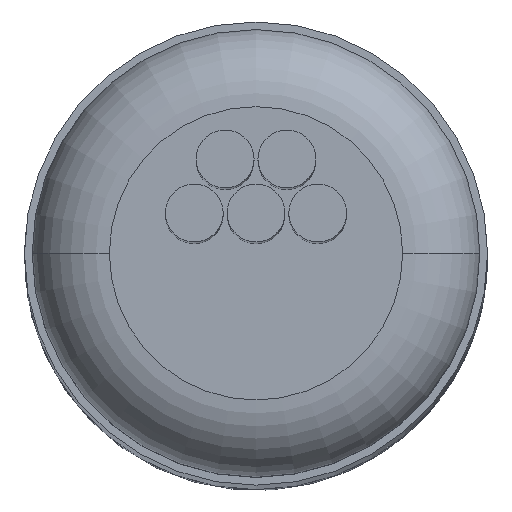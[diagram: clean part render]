
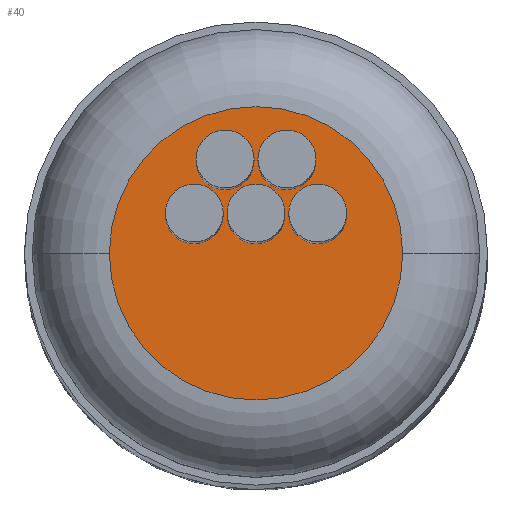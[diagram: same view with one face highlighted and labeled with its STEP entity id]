
A CAD part, top view. The second image highlights one B-rep face of the part: STEP entity #40.
In plain terms, the highlighted planar face has unit normal (0, 0, 1).
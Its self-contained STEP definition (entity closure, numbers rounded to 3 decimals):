
#3 = CIRCLE ( 'NONE', #324, 0.75 ) ;
#8 = EDGE_CURVE ( 'NONE', #492, #404, #549, .T. ) ;
#12 = ORIENTED_EDGE ( 'NONE', *, *, #580, .F. ) ;
#21 = FACE_BOUND ( 'NONE', #120, .T. ) ;
#25 = EDGE_CURVE ( 'NONE', #757, #79, #794, .T. ) ;
#39 = EDGE_CURVE ( 'NONE', #167, #974, #150, .T. ) ;
#40 = ADVANCED_FACE ( 'NONE', ( #842, #640, #749, #697, #21, #898 ), #481, .T. ) ;
#43 = AXIS2_PLACEMENT_3D ( 'NONE', #884, #470, #791 ) ;
#44 = AXIS2_PLACEMENT_3D ( 'NONE', #309, #300, #381 ) ;
#47 = ORIENTED_EDGE ( 'NONE', *, *, #25, .F. ) ;
#63 = CIRCLE ( 'NONE', #44, 0.75 ) ;
#77 = ORIENTED_EDGE ( 'NONE', *, *, #459, .F. ) ;
#79 = VERTEX_POINT ( 'NONE', #726 ) ;
#81 = CARTESIAN_POINT ( 'NONE',  ( 0.843, -20.696, 67.226 ) ) ;
#82 = VERTEX_POINT ( 'NONE', #505 ) ;
#83 = DIRECTION ( 'NONE',  ( 1., 0., 0. ) ) ;
#84 = CARTESIAN_POINT ( 'NONE',  ( -2.357, -20.696, 67.226 ) ) ;
#85 = DIRECTION ( 'NONE',  ( 1., 0., 0. ) ) ;
#120 = EDGE_LOOP ( 'NONE', ( #12, #774 ) ) ;
#123 = CARTESIAN_POINT ( 'NONE',  ( -0.757, -20.696, 67.226 ) ) ;
#142 = DIRECTION ( 'NONE',  ( 1., 0., 0. ) ) ;
#148 = AXIS2_PLACEMENT_3D ( 'NONE', #857, #487, #157 ) ;
#150 = CIRCLE ( 'NONE', #538, 3.8 ) ;
#151 = CARTESIAN_POINT ( 'NONE',  ( -1.457, -19.296, 67.226 ) ) ;
#152 = ORIENTED_EDGE ( 'NONE', *, *, #522, .F. ) ;
#157 = DIRECTION ( 'NONE',  ( 1., 0., 0. ) ) ;
#160 = CARTESIAN_POINT ( 'NONE',  ( -3.107, -20.696, 67.226 ) ) ;
#167 = VERTEX_POINT ( 'NONE', #365 ) ;
#171 = CIRCLE ( 'NONE', #715, 0.75 ) ;
#172 = CARTESIAN_POINT ( 'NONE',  ( -0.657, -20.696, 67.226 ) ) ;
#179 = AXIS2_PLACEMENT_3D ( 'NONE', #319, #923, #479 ) ;
#182 = CIRCLE ( 'NONE', #148, 0.75 ) ;
#210 = CIRCLE ( 'NONE', #43, 0.75 ) ;
#215 = AXIS2_PLACEMENT_3D ( 'NONE', #472, #935, #83 ) ;
#216 = DIRECTION ( 'NONE',  ( 0., 0., 1. ) ) ;
#222 = EDGE_LOOP ( 'NONE', ( #47, #652 ) ) ;
#227 = EDGE_CURVE ( 'NONE', #974, #167, #233, .T. ) ;
#230 = VERTEX_POINT ( 'NONE', #886 ) ;
#233 = CIRCLE ( 'NONE', #360, 3.8 ) ;
#238 = ORIENTED_EDGE ( 'NONE', *, *, #952, .F. ) ;
#245 = DIRECTION ( 'NONE',  ( 0., 0., 1. ) ) ;
#247 = CARTESIAN_POINT ( 'NONE',  ( -1.507, -20.696, 67.226 ) ) ;
#276 = CARTESIAN_POINT ( 'NONE',  ( -3.107, -20.696, 67.226 ) ) ;
#300 = DIRECTION ( 'NONE',  ( 0., 0., 1. ) ) ;
#309 = CARTESIAN_POINT ( 'NONE',  ( -0.707, -19.296, 67.226 ) ) ;
#312 = CIRCLE ( 'NONE', #669, 0.75 ) ;
#319 = CARTESIAN_POINT ( 'NONE',  ( 0.093, -20.696, 67.226 ) ) ;
#322 = DIRECTION ( 'NONE',  ( 1., 0., 0. ) ) ;
#324 = AXIS2_PLACEMENT_3D ( 'NONE', #276, #349, #594 ) ;
#345 = CARTESIAN_POINT ( 'NONE',  ( -1.507, -21.696, 67.226 ) ) ;
#348 = DIRECTION ( 'NONE',  ( 0., 0., 1. ) ) ;
#349 = DIRECTION ( 'NONE',  ( 0., 0., 1. ) ) ;
#360 = AXIS2_PLACEMENT_3D ( 'NONE', #906, #216, #142 ) ;
#365 = CARTESIAN_POINT ( 'NONE',  ( -5.307, -21.696, 67.226 ) ) ;
#381 = DIRECTION ( 'NONE',  ( 1., 0., 0. ) ) ;
#401 = ORIENTED_EDGE ( 'NONE', *, *, #39, .T. ) ;
#404 = VERTEX_POINT ( 'NONE', #123 ) ;
#413 = ORIENTED_EDGE ( 'NONE', *, *, #8, .F. ) ;
#418 = CARTESIAN_POINT ( 'NONE',  ( -2.307, -19.296, 67.226 ) ) ;
#421 = DIRECTION ( 'NONE',  ( 1., 0., 0. ) ) ;
#425 = VERTEX_POINT ( 'NONE', #151 ) ;
#459 = EDGE_CURVE ( 'NONE', #425, #82, #63, .T. ) ;
#470 = DIRECTION ( 'NONE',  ( 0., 0., 1. ) ) ;
#472 = CARTESIAN_POINT ( 'NONE',  ( 0.093, -20.696, 67.226 ) ) ;
#479 = DIRECTION ( 'NONE',  ( 1., 0., 0. ) ) ;
#481 = PLANE ( 'NONE',  #933 ) ;
#484 = AXIS2_PLACEMENT_3D ( 'NONE', #418, #585, #421 ) ;
#487 = DIRECTION ( 'NONE',  ( 0., 0., 1. ) ) ;
#492 = VERTEX_POINT ( 'NONE', #907 ) ;
#499 = DIRECTION ( 'NONE',  ( 1., 0., 0. ) ) ;
#501 = ORIENTED_EDGE ( 'NONE', *, *, #589, .F. ) ;
#505 = CARTESIAN_POINT ( 'NONE',  ( 0.043, -19.296, 67.226 ) ) ;
#511 = CARTESIAN_POINT ( 'NONE',  ( -3.057, -19.296, 67.226 ) ) ;
#522 = EDGE_CURVE ( 'NONE', #404, #492, #182, .T. ) ;
#527 = EDGE_LOOP ( 'NONE', ( #932, #238 ) ) ;
#538 = AXIS2_PLACEMENT_3D ( 'NONE', #716, #650, #576 ) ;
#549 = CIRCLE ( 'NONE', #734, 0.75 ) ;
#554 = VERTEX_POINT ( 'NONE', #172 ) ;
#576 = DIRECTION ( 'NONE',  ( 1., 0., 0. ) ) ;
#580 = EDGE_CURVE ( 'NONE', #230, #634, #312, .T. ) ;
#584 = VERTEX_POINT ( 'NONE', #81 ) ;
#585 = DIRECTION ( 'NONE',  ( 0., 0., 1. ) ) ;
#589 = EDGE_CURVE ( 'NONE', #82, #425, #171, .T. ) ;
#594 = DIRECTION ( 'NONE',  ( 1., 0., 0. ) ) ;
#604 = EDGE_CURVE ( 'NONE', #554, #584, #844, .T. ) ;
#628 = CARTESIAN_POINT ( 'NONE',  ( 2.293, -21.696, 67.226 ) ) ;
#634 = VERTEX_POINT ( 'NONE', #84 ) ;
#636 = DIRECTION ( 'NONE',  ( 1., 0., 0. ) ) ;
#640 = FACE_BOUND ( 'NONE', #527, .T. ) ;
#650 = DIRECTION ( 'NONE',  ( 0., 0., 1. ) ) ;
#652 = ORIENTED_EDGE ( 'NONE', *, *, #840, .F. ) ;
#657 = CIRCLE ( 'NONE', #215, 0.75 ) ;
#669 = AXIS2_PLACEMENT_3D ( 'NONE', #160, #703, #636 ) ;
#678 = EDGE_LOOP ( 'NONE', ( #413, #152 ) ) ;
#697 = FACE_BOUND ( 'NONE', #222, .T. ) ;
#703 = DIRECTION ( 'NONE',  ( 0., 0., 1. ) ) ;
#705 = CARTESIAN_POINT ( 'NONE',  ( -0.707, -19.296, 67.226 ) ) ;
#715 = AXIS2_PLACEMENT_3D ( 'NONE', #705, #245, #322 ) ;
#716 = CARTESIAN_POINT ( 'NONE',  ( -1.507, -21.696, 67.226 ) ) ;
#726 = CARTESIAN_POINT ( 'NONE',  ( -1.557, -19.296, 67.226 ) ) ;
#734 = AXIS2_PLACEMENT_3D ( 'NONE', #247, #939, #85 ) ;
#739 = ORIENTED_EDGE ( 'NONE', *, *, #227, .T. ) ;
#749 = FACE_BOUND ( 'NONE', #678, .T. ) ;
#757 = VERTEX_POINT ( 'NONE', #511 ) ;
#774 = ORIENTED_EDGE ( 'NONE', *, *, #839, .F. ) ;
#791 = DIRECTION ( 'NONE',  ( 1., 0., 0. ) ) ;
#794 = CIRCLE ( 'NONE', #484, 0.75 ) ;
#832 = EDGE_LOOP ( 'NONE', ( #739, #401 ) ) ;
#839 = EDGE_CURVE ( 'NONE', #634, #230, #3, .T. ) ;
#840 = EDGE_CURVE ( 'NONE', #79, #757, #210, .T. ) ;
#842 = FACE_BOUND ( 'NONE', #983, .T. ) ;
#844 = CIRCLE ( 'NONE', #179, 0.75 ) ;
#857 = CARTESIAN_POINT ( 'NONE',  ( -1.507, -20.696, 67.226 ) ) ;
#884 = CARTESIAN_POINT ( 'NONE',  ( -2.307, -19.296, 67.226 ) ) ;
#886 = CARTESIAN_POINT ( 'NONE',  ( -3.857, -20.696, 67.226 ) ) ;
#898 = FACE_OUTER_BOUND ( 'NONE', #832, .T. ) ;
#906 = CARTESIAN_POINT ( 'NONE',  ( -1.507, -21.696, 67.226 ) ) ;
#907 = CARTESIAN_POINT ( 'NONE',  ( -2.257, -20.696, 67.226 ) ) ;
#923 = DIRECTION ( 'NONE',  ( 0., 0., 1. ) ) ;
#932 = ORIENTED_EDGE ( 'NONE', *, *, #604, .F. ) ;
#933 = AXIS2_PLACEMENT_3D ( 'NONE', #345, #348, #499 ) ;
#935 = DIRECTION ( 'NONE',  ( 0., 0., 1. ) ) ;
#939 = DIRECTION ( 'NONE',  ( 0., 0., 1. ) ) ;
#952 = EDGE_CURVE ( 'NONE', #584, #554, #657, .T. ) ;
#974 = VERTEX_POINT ( 'NONE', #628 ) ;
#983 = EDGE_LOOP ( 'NONE', ( #77, #501 ) ) ;
